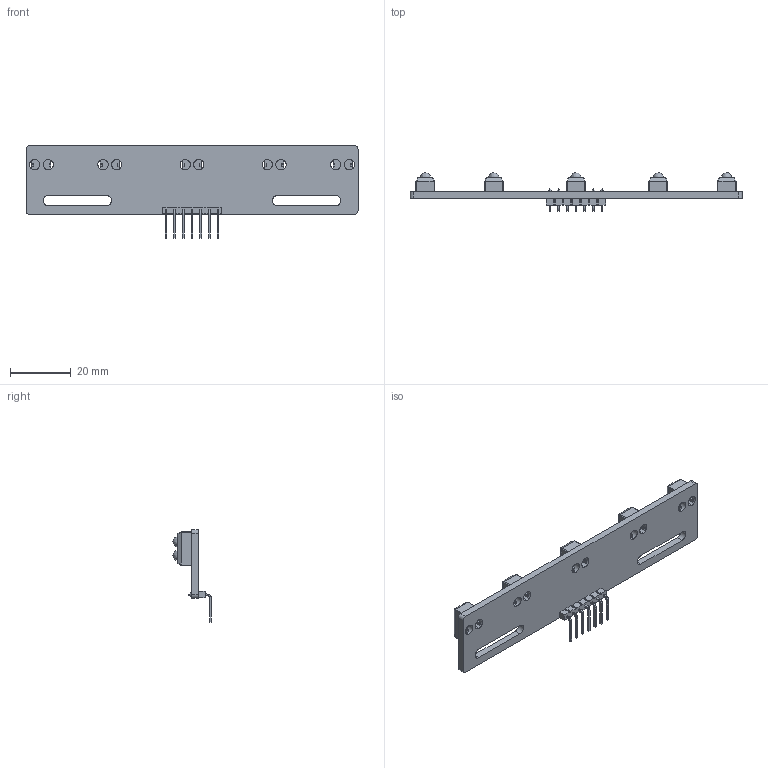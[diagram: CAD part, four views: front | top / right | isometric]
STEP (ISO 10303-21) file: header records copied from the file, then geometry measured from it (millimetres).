
FILE_DESCRIPTION(('FreeCAD Model'),'2;1');
FILE_NAME('Open CASCADE Shape Model','2025-04-30T10:00:40',('FreeCAD'),( 'FreeCAD'),'Open CASCADE STEP processor 7.6','FreeCAD','Unknown');
FILE_SCHEMA(('AUTOMOTIVE_DESIGN { 1 0 10303 214 1 1 1 1 }'));
Length unit declared in the file: millimetre
Products named in the file (1): Open CASCADE STEP translator 7.6 1
Bounding box: 109.33 x 12.68 x 30.43 mm (x, y, z)
Volume: 6737.1 mm3; surface area: 7149.2 mm2
Topology: 1 solids, 1 shells, 563 faces, 1556 edges, 1001 vertices
Faces by surface type: bspline 563
Entity records: 16984 total; most frequent: CARTESIAN_POINT 8190, ORIENTED_EDGE 3064, EDGE_CURVE 1532, B_SPLINE_CURVE_WITH_KNOTS 1052, VERTEX_POINT 1001, FACE_BOUND 617, EDGE_LOOP 617, ADVANCED_FACE 563
